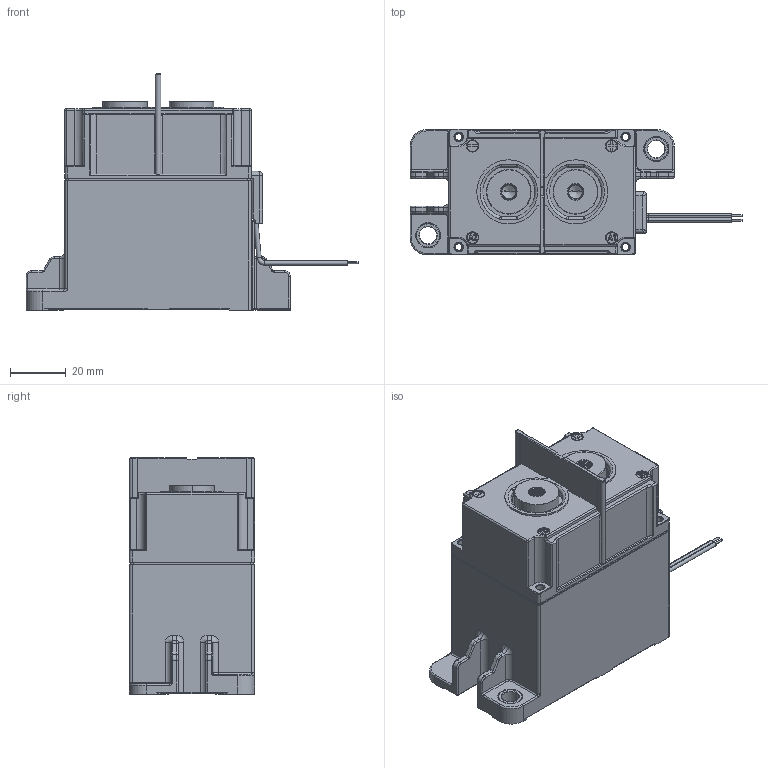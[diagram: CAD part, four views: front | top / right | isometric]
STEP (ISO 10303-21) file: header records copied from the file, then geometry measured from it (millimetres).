
FILE_DESCRIPTION((''),'2;1');
FILE_NAME('EVH250_C_ASM_ASM','2021-08-10T09:55:30',('dell'),(''),'CREO PARAMETRIC BY PTC INC, 2020033','CREO PARAMETRIC BY PTC INC, 2020033','');
FILE_SCHEMA(('CONFIG_CONTROL_DESIGN'));
Length unit declared in the file: millimetre
Products named in the file (20): PRT0022_RNM_1; PRT0024_RNM_1; ASM0006_RNM_ASM_1_ASM; ASM0004_RNM_ASM_1_ASM; ASM0005_RNM_ASM_1_ASM; ASM0008_RNM_ASM_1_ASM; ASM0003_RNM_ASM_1_ASM; ASM0002_RNM_ASM_7_ASM; PRT0004_RNM_1; ASM0001_RNM_ASM_1_ASM; ASM0010_RNM_ASM_9_ASM; ASM0011_RNM_ASM_1_ASM; PRT0025_RNM_1; ASM0007_RNM_ASM_1_ASM; PRT0003_1_2; PRT0003_1_3; PRT0003_1_ASM; PRT00230_1_ASM; EVH250_C_ASM_2_ASM; EVH250_C_ASM_ASM
Assembly tree (21 placements, depth 6):
  EVH250_C_ASM_ASM
    EVH250_C_ASM_2_ASM
      ASM0006_RNM_ASM_1_ASM
        PRT0022_RNM_1
        PRT0024_RNM_1  x2
      ASM0011_RNM_ASM_1_ASM
        ASM0004_RNM_ASM_1_ASM
        ASM0005_RNM_ASM_1_ASM
        ASM0010_RNM_ASM_9_ASM
          ASM0002_RNM_ASM_7_ASM
            ASM0008_RNM_ASM_1_ASM
            ASM0003_RNM_ASM_1_ASM
          ASM0001_RNM_ASM_1_ASM
            PRT0004_RNM_1  x2
      ASM0007_RNM_ASM_1_ASM
        PRT0025_RNM_1
      PRT0003_1_ASM
        PRT0003_1_2
        PRT0003_1_3
      PRT00230_1_ASM
Bounding box: 119.32 x 45 x 85 mm (x, y, z)
Volume: 169664.2 mm3; surface area: 48227 mm2
Topology: 8 solids, 10 shells, 1334 faces, 3615 edges, 2308 vertices
Faces by surface type: plane 625, cylinder 461, torus 144, bspline 36, cone 34, extrusion 18, sphere 16
Entity records: 44767 total; most frequent: CARTESIAN_POINT 12033, DIRECTION 6873, ORIENTED_EDGE 6814, EDGE_CURVE 3409, AXIS2_PLACEMENT_3D 2360, VERTEX_POINT 2184, VECTOR 2153, LINE 2135
